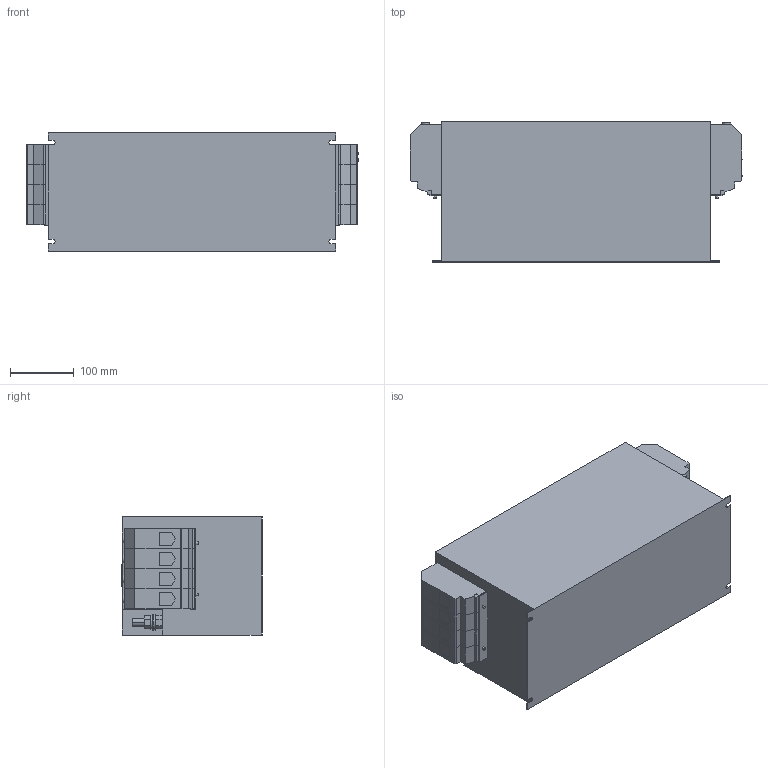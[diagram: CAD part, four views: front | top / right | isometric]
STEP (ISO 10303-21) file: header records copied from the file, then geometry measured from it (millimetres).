
FILE_DESCRIPTION (( 'STEP AP214' ), '1' );
FILE_NAME ('201176.STEP', '2023-11-16T12:42:53', ( '' ), ( '' ), 'SwSTEP 2.0', 'SolidWorks 2022', '' );
FILE_SCHEMA (( 'AUTOMOTIVE_DESIGN' ));
Length unit declared in the file: millimetre
Products named in the file (1): 201176
Bounding box: 519.5 x 219.15 x 185 mm (x, y, z)
Volume: 18111250.8 mm3; surface area: 492360.7 mm2
Topology: 1 solids, 17 shells, 444 faces, 1054 edges, 696 vertices
Faces by surface type: plane 366, cylinder 78
Full cylindrical faces by diameter (mm): 10 x8
Entity records: 12948 total; most frequent: CARTESIAN_POINT 2451, ORIENTED_EDGE 2124, DIRECTION 2104, EDGE_CURVE 1062, VECTOR 878, LINE 878, VERTEX_POINT 704, AXIS2_PLACEMENT_3D 613
